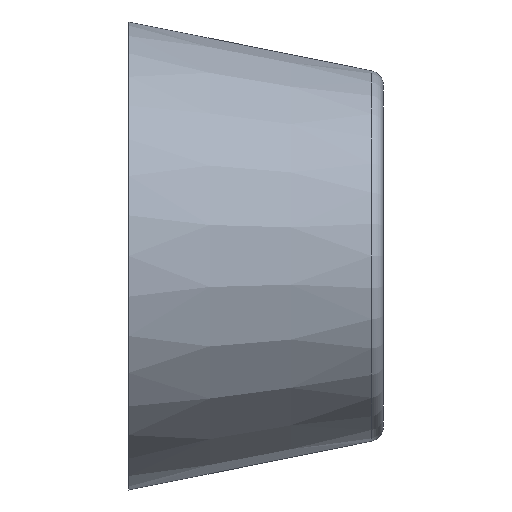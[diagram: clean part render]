
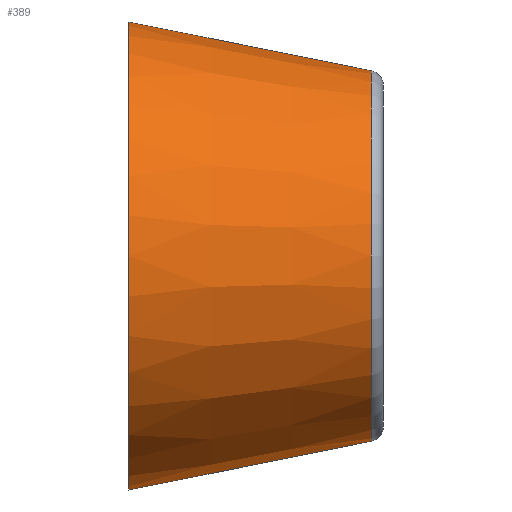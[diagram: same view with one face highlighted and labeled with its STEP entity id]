
A CAD part, left-side view. The second image highlights one B-rep face of the part: STEP entity #389.
In plain terms, the highlighted conical face has half-angle 11.373 degrees and reference radius 16 mm.
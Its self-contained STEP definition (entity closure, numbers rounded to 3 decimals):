
#7 = CARTESIAN_POINT ( 'NONE',  ( 0., 17.4, -16. ) ) ;
#21 = DIRECTION ( 'NONE',  ( 0., 0.98, 0.197 ) ) ;
#54 = LINE ( 'NONE', #7, #321 ) ;
#75 = ORIENTED_EDGE ( 'NONE', *, *, #344, .T. ) ;
#100 = EDGE_LOOP ( 'NONE', ( #199, #75, #124, #318 ) ) ;
#113 = VERTEX_POINT ( 'NONE', #443 ) ;
#121 = CARTESIAN_POINT ( 'NONE',  ( 0., 0.803, 0. ) ) ;
#123 = EDGE_CURVE ( 'NONE', #127, #379, #334, .T. ) ;
#124 = ORIENTED_EDGE ( 'NONE', *, *, #123, .T. ) ;
#127 = VERTEX_POINT ( 'NONE', #288 ) ;
#140 = AXIS2_PLACEMENT_3D ( 'NONE', #148, #429, #328 ) ;
#148 = CARTESIAN_POINT ( 'NONE',  ( 0., 17.4, 0. ) ) ;
#157 = DIRECTION ( 'NONE',  ( 0., 0., 1. ) ) ;
#162 = FACE_OUTER_BOUND ( 'NONE', #100, .T. ) ;
#167 = DIRECTION ( 'NONE',  ( 0., 1., 0. ) ) ;
#173 = EDGE_CURVE ( 'NONE', #246, #113, #54, .T. ) ;
#178 = CONICAL_SURFACE ( 'NONE', #337, 16., 0.199 ) ;
#194 = DIRECTION ( 'NONE',  ( 0., 0., -1. ) ) ;
#199 = ORIENTED_EDGE ( 'NONE', *, *, #173, .F. ) ;
#220 = AXIS2_PLACEMENT_3D ( 'NONE', #121, #167, #194 ) ;
#224 = CARTESIAN_POINT ( 'NONE',  ( 0., 17.4, 16. ) ) ;
#246 = VERTEX_POINT ( 'NONE', #403 ) ;
#255 = DIRECTION ( 'NONE',  ( 0., 0.98, -0.197 ) ) ;
#263 = EDGE_CURVE ( 'NONE', #379, #113, #372, .T. ) ;
#288 = CARTESIAN_POINT ( 'NONE',  ( 0., 0.803, 12.661 ) ) ;
#318 = ORIENTED_EDGE ( 'NONE', *, *, #263, .T. ) ;
#321 = VECTOR ( 'NONE', #255, 1000. ) ;
#327 = CARTESIAN_POINT ( 'NONE',  ( 0., 17.4, 0. ) ) ;
#328 = DIRECTION ( 'NONE',  ( 0., 0., -1. ) ) ;
#334 = LINE ( 'NONE', #435, #424 ) ;
#337 = AXIS2_PLACEMENT_3D ( 'NONE', #327, #359, #157 ) ;
#344 = EDGE_CURVE ( 'NONE', #246, #127, #383, .T. ) ;
#359 = DIRECTION ( 'NONE',  ( 0., 1., 0. ) ) ;
#372 = CIRCLE ( 'NONE', #140, 16. ) ;
#379 = VERTEX_POINT ( 'NONE', #224 ) ;
#383 = CIRCLE ( 'NONE', #220, 12.661 ) ;
#389 = ADVANCED_FACE ( 'NONE', ( #162 ), #178, .T. ) ;
#403 = CARTESIAN_POINT ( 'NONE',  ( 0., 0.803, -12.661 ) ) ;
#424 = VECTOR ( 'NONE', #21, 1000. ) ;
#429 = DIRECTION ( 'NONE',  ( 0., -1., 0. ) ) ;
#435 = CARTESIAN_POINT ( 'NONE',  ( 0., 17.4, 16. ) ) ;
#443 = CARTESIAN_POINT ( 'NONE',  ( 0., 17.4, -16. ) ) ;
